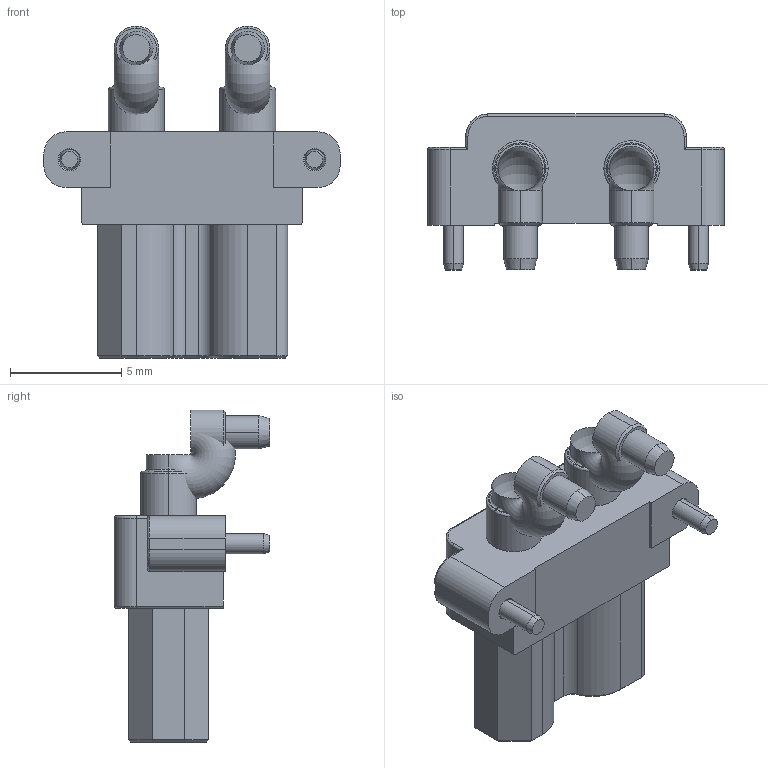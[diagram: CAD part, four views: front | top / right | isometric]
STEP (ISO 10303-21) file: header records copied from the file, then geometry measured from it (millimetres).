
FILE_DESCRIPTION (( 'STEP AP214' ), '1' );
FILE_NAME ('XT30PW-F.STEP', '2023-03-02T03:29:44', ( '' ), ( '' ), 'SwSTEP 2.0', 'SolidWorks 2017', '' );
FILE_SCHEMA (( 'AUTOMOTIVE_DESIGN' ));
Length unit declared in the file: millimetre
Products named in the file (2): XT30PW-F_XT30PW-F; XT30PW-F
Assembly tree (1 placements, depth 2):
  XT30PW-F
    XT30PW-F_XT30PW-F
Bounding box: 13.3 x 7 x 14.9 mm (x, y, z)
Volume: 334.7 mm3; surface area: 678.8 mm2
Topology: 5 solids, 5 shells, 163 faces, 368 edges, 218 vertices
Faces by surface type: cylinder 56, plane 51, cone 34, torus 22
Entity records: 4847 total; most frequent: DIRECTION 876, CARTESIAN_POINT 755, ORIENTED_EDGE 728, EDGE_CURVE 364, AXIS2_PLACEMENT_3D 347, VERTEX_POINT 218, VECTOR 182, LINE 182
